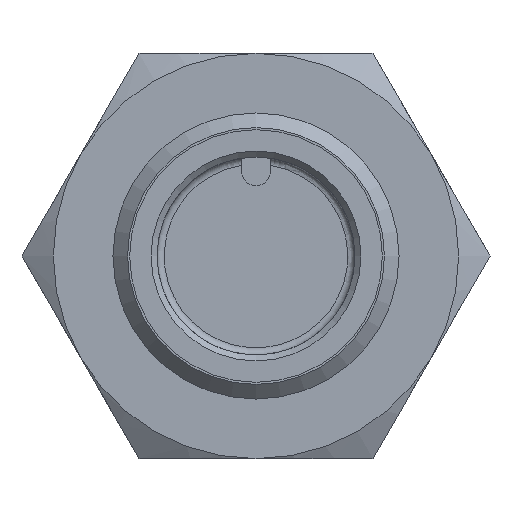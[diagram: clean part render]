
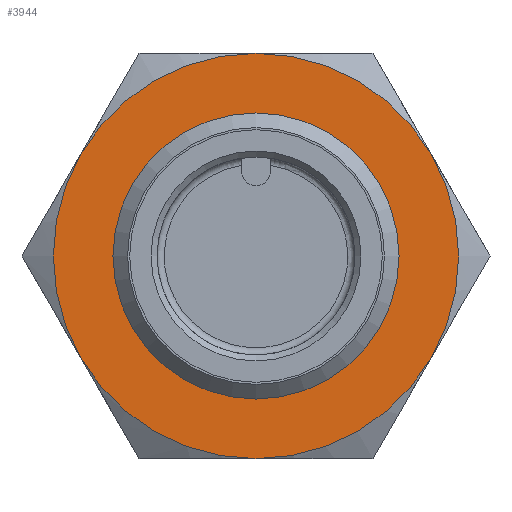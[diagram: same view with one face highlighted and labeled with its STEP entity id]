
A CAD part, left-side view. The second image highlights one B-rep face of the part: STEP entity #3944.
In plain terms, the highlighted planar face has unit normal (-1, 0, 0).
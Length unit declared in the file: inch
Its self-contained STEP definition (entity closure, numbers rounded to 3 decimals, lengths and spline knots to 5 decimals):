
#44 = ORIENTED_EDGE ( 'NONE', *, *, #3014, .F. ) ;
#96 = CARTESIAN_POINT ( 'NONE',  ( 0.98425, 0., 0. ) ) ;
#147 = ORIENTED_EDGE ( 'NONE', *, *, #3204, .T. ) ;
#161 = CARTESIAN_POINT ( 'NONE',  ( 0.98425, 0., 0. ) ) ;
#231 = EDGE_CURVE ( 'NONE', #2469, #3827, #4178, .T. ) ;
#232 = AXIS2_PLACEMENT_3D ( 'NONE', #96, #1809, #2450 ) ;
#395 = DIRECTION ( 'NONE',  ( 1., 0., 0. ) ) ;
#467 = AXIS2_PLACEMENT_3D ( 'NONE', #3987, #1662, #4029 ) ;
#504 = DIRECTION ( 'NONE',  ( 1., 0., 0. ) ) ;
#516 = VERTEX_POINT ( 'NONE', #3166 ) ;
#592 = EDGE_CURVE ( 'NONE', #2800, #1429, #602, .T. ) ;
#602 = CIRCLE ( 'NONE', #2606, 0.33465 ) ;
#674 = AXIS2_PLACEMENT_3D ( 'NONE', #2982, #2002, #3676 ) ;
#679 = AXIS2_PLACEMENT_3D ( 'NONE', #161, #504, #3609 ) ;
#794 = CIRCLE ( 'NONE', #674, 0.33465 ) ;
#890 = CARTESIAN_POINT ( 'NONE',  ( 0.98425, 0., 0.33465 ) ) ;
#925 = DIRECTION ( 'NONE',  ( 0., 1., 0. ) ) ;
#1028 = AXIS2_PLACEMENT_3D ( 'NONE', #2896, #3614, #925 ) ;
#1185 = CIRCLE ( 'NONE', #467, 0.33465 ) ;
#1229 = CARTESIAN_POINT ( 'NONE',  ( 0.98425, 0., 0. ) ) ;
#1291 = ORIENTED_EDGE ( 'NONE', *, *, #231, .F. ) ;
#1429 = VERTEX_POINT ( 'NONE', #2195 ) ;
#1458 = CARTESIAN_POINT ( 'NONE',  ( 0.98425, 0., 0. ) ) ;
#1570 = AXIS2_PLACEMENT_3D ( 'NONE', #4100, #395, #1712 ) ;
#1662 = DIRECTION ( 'NONE',  ( 1., 0., 0. ) ) ;
#1712 = DIRECTION ( 'NONE',  ( 0., 1., 0. ) ) ;
#1809 = DIRECTION ( 'NONE',  ( 1., 0., 0. ) ) ;
#1821 = EDGE_CURVE ( 'NONE', #3907, #2469, #3280, .T. ) ;
#1972 = EDGE_CURVE ( 'NONE', #2445, #3907, #1185, .T. ) ;
#2002 = DIRECTION ( 'NONE',  ( 1., 0., 0. ) ) ;
#2085 = CARTESIAN_POINT ( 'NONE',  ( 0.98425, 0.28981, 0.16732 ) ) ;
#2160 = PLANE ( 'NONE',  #679 ) ;
#2168 = ORIENTED_EDGE ( 'NONE', *, *, #592, .F. ) ;
#2195 = CARTESIAN_POINT ( 'NONE',  ( 0.98425, -0.28981, -0.16732 ) ) ;
#2290 = FACE_BOUND ( 'NONE', #2563, .T. ) ;
#2349 = CARTESIAN_POINT ( 'NONE',  ( 0.98425, -0.28981, 0.16732 ) ) ;
#2413 = CIRCLE ( 'NONE', #3123, 0.23622 ) ;
#2414 = CARTESIAN_POINT ( 'NONE',  ( 0.98425, 0., -0.33465 ) ) ;
#2445 = VERTEX_POINT ( 'NONE', #2414 ) ;
#2450 = DIRECTION ( 'NONE',  ( 0., 1., 0. ) ) ;
#2469 = VERTEX_POINT ( 'NONE', #2085 ) ;
#2473 = DIRECTION ( 'NONE',  ( 1., 0., 0. ) ) ;
#2489 = ORIENTED_EDGE ( 'NONE', *, *, #1972, .F. ) ;
#2563 = EDGE_LOOP ( 'NONE', ( #147 ) ) ;
#2580 = DIRECTION ( 'NONE',  ( 1., 0., 0. ) ) ;
#2606 = AXIS2_PLACEMENT_3D ( 'NONE', #1229, #2580, #2918 ) ;
#2706 = ORIENTED_EDGE ( 'NONE', *, *, #4036, .F. ) ;
#2736 = ORIENTED_EDGE ( 'NONE', *, *, #1821, .F. ) ;
#2800 = VERTEX_POINT ( 'NONE', #2349 ) ;
#2828 = DIRECTION ( 'NONE',  ( 0., 0., -1. ) ) ;
#2896 = CARTESIAN_POINT ( 'NONE',  ( 0.98425, 0., 0. ) ) ;
#2918 = DIRECTION ( 'NONE',  ( 0., 1., 0. ) ) ;
#2982 = CARTESIAN_POINT ( 'NONE',  ( 0.98425, 0., 0. ) ) ;
#3014 = EDGE_CURVE ( 'NONE', #3827, #2800, #794, .T. ) ;
#3069 = FACE_OUTER_BOUND ( 'NONE', #4185, .T. ) ;
#3123 = AXIS2_PLACEMENT_3D ( 'NONE', #1458, #2473, #2828 ) ;
#3166 = CARTESIAN_POINT ( 'NONE',  ( 0.98425, 0., -0.23622 ) ) ;
#3204 = EDGE_CURVE ( 'NONE', #516, #516, #2413, .T. ) ;
#3280 = CIRCLE ( 'NONE', #1028, 0.33465 ) ;
#3609 = DIRECTION ( 'NONE',  ( 0., 0., -1. ) ) ;
#3614 = DIRECTION ( 'NONE',  ( 1., 0., 0. ) ) ;
#3676 = DIRECTION ( 'NONE',  ( 0., 1., 0. ) ) ;
#3827 = VERTEX_POINT ( 'NONE', #890 ) ;
#3871 = CARTESIAN_POINT ( 'NONE',  ( 0.98425, 0.28981, -0.16732 ) ) ;
#3907 = VERTEX_POINT ( 'NONE', #3871 ) ;
#3911 = CIRCLE ( 'NONE', #232, 0.33465 ) ;
#3944 = ADVANCED_FACE ( 'NONE', ( #2290, #3069 ), #2160, .F. ) ;
#3987 = CARTESIAN_POINT ( 'NONE',  ( 0.98425, 0., 0. ) ) ;
#4029 = DIRECTION ( 'NONE',  ( 0., 1., 0. ) ) ;
#4036 = EDGE_CURVE ( 'NONE', #1429, #2445, #3911, .T. ) ;
#4100 = CARTESIAN_POINT ( 'NONE',  ( 0.98425, 0., 0. ) ) ;
#4178 = CIRCLE ( 'NONE', #1570, 0.33465 ) ;
#4185 = EDGE_LOOP ( 'NONE', ( #2489, #2706, #2168, #44, #1291, #2736 ) ) ;
